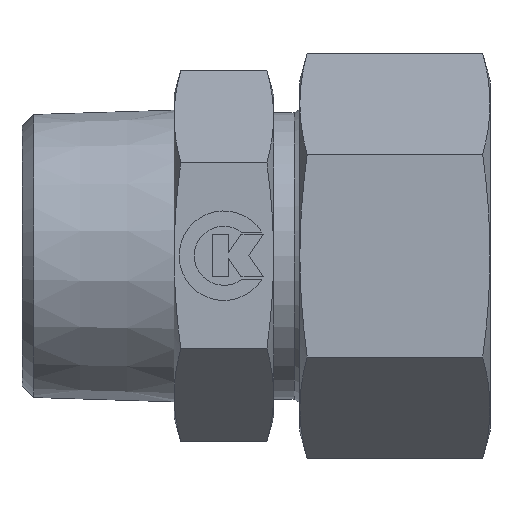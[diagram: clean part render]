
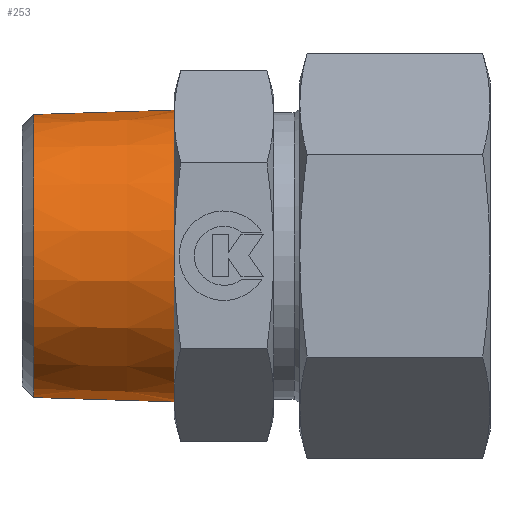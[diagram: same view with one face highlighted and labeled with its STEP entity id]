
A CAD part, top view. The second image highlights one B-rep face of the part: STEP entity #253.
In plain terms, the highlighted conical face has half-angle 1.788 degrees and reference radius 24.554 mm.
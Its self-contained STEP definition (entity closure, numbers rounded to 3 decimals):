
#253 = ADVANCED_FACE( '', ( #473 ), #474, .T. );
#473 = FACE_OUTER_BOUND( '', #744, .T. );
#474 = CONICAL_SURFACE( '', #745, 24.554, 0.031 );
#744 = EDGE_LOOP( '', ( #1477, #1478, #1479, #1480 ) );
#745 = AXIS2_PLACEMENT_3D( '', #1481, #1482, #1483 );
#1477 = ORIENTED_EDGE( '', *, *, #1818, .T. );
#1478 = ORIENTED_EDGE( '', *, *, #2012, .F. );
#1479 = ORIENTED_EDGE( '', *, *, #1820, .T. );
#1480 = ORIENTED_EDGE( '', *, *, #2011, .T. );
#1481 = CARTESIAN_POINT( '', ( -18.5, 0., 0. ) );
#1482 = DIRECTION( '', ( 1., 0., 0. ) );
#1483 = DIRECTION( '', ( 0., 1., 0. ) );
#1818 = EDGE_CURVE( '', #2114, #2106, #2115, .T. );
#1820 = EDGE_CURVE( '', #2109, #2116, #2118, .T. );
#2011 = EDGE_CURVE( '', #2116, #2114, #2427, .T. );
#2012 = EDGE_CURVE( '', #2109, #2106, #2428, .T. );
#2106 = VERTEX_POINT( '', #2574 );
#2109 = VERTEX_POINT( '', #2578 );
#2114 = VERTEX_POINT( '', #2584 );
#2115 = LINE( '', #2585, #2586 );
#2116 = VERTEX_POINT( '', #2587 );
#2118 = LINE( '', #2589, #2590 );
#2427 = CIRCLE( '', #3227, 24.929 );
#2428 = CIRCLE( '', #3228, 24.179 );
#2574 = CARTESIAN_POINT( '', ( -30.501, 24.179, 0. ) );
#2578 = CARTESIAN_POINT( '', ( -30.501, -24.179, 0. ) );
#2584 = CARTESIAN_POINT( '', ( -6.5, 24.929, 0. ) );
#2585 = CARTESIAN_POINT( '', ( -18.5, 24.554, 0. ) );
#2586 = VECTOR( '', #3626, 1. );
#2587 = CARTESIAN_POINT( '', ( -6.5, -24.929, 0. ) );
#2589 = CARTESIAN_POINT( '', ( -18.5, -24.554, 0. ) );
#2590 = VECTOR( '', #3630, 1. );
#3227 = AXIS2_PLACEMENT_3D( '', #3905, #3906, #3907 );
#3228 = AXIS2_PLACEMENT_3D( '', #3908, #3909, #3910 );
#3626 = DIRECTION( '', ( -1., -0.031, 0. ) );
#3630 = DIRECTION( '', ( 1., -0.031, 0. ) );
#3905 = CARTESIAN_POINT( '', ( -6.5, 0., 0. ) );
#3906 = DIRECTION( '', ( -1., 0., 0. ) );
#3907 = DIRECTION( '', ( 0., 1., 0. ) );
#3908 = CARTESIAN_POINT( '', ( -30.501, 0., 0. ) );
#3909 = DIRECTION( '', ( -1., 0., 0. ) );
#3910 = DIRECTION( '', ( 0., 1., 0. ) );
